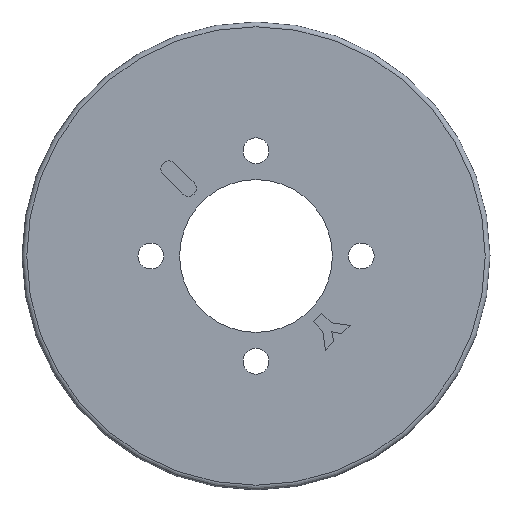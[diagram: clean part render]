
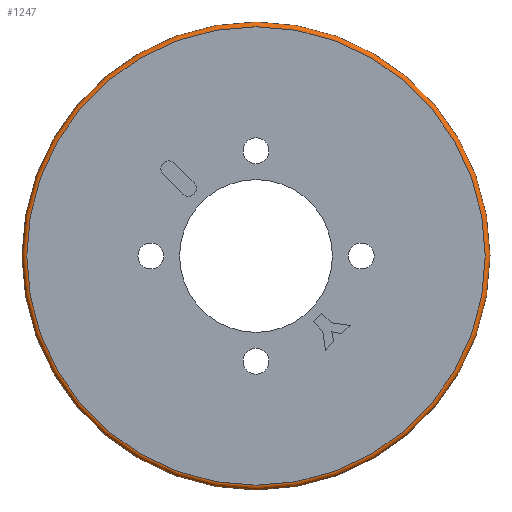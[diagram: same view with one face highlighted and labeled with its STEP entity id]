
A CAD part, left-side view. The second image highlights one B-rep face of the part: STEP entity #1247.
In plain terms, the highlighted face is a revolution surface.
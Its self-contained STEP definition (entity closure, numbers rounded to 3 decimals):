
#522 = PLANE('',#523);
#523 = AXIS2_PLACEMENT_3D('',#524,#525,#526);
#524 = CARTESIAN_POINT('',(-46.858,0.,0.));
#525 = DIRECTION('',(1.,0.,0.));
#526 = DIRECTION('',(0.,1.,0.));
#793 = EDGE_CURVE('',#794,#794,#796,.T.);
#794 = VERTEX_POINT('',#795);
#795 = CARTESIAN_POINT('',(-46.858,57.747,0.));
#796 = SURFACE_CURVE('',#797,(#802,#809),.PCURVE_S1.);
#797 = CIRCLE('',#798,57.747);
#798 = AXIS2_PLACEMENT_3D('',#799,#800,#801);
#799 = CARTESIAN_POINT('',(-46.858,0.,0.));
#800 = DIRECTION('',(1.,0.,0.));
#801 = DIRECTION('',(0.,1.,0.));
#802 = PCURVE('',#522,#803);
#803 = DEFINITIONAL_REPRESENTATION('',(#804),#808);
#804 = CIRCLE('',#805,57.747);
#805 = AXIS2_PLACEMENT_2D('',#806,#807);
#806 = CARTESIAN_POINT('',(0.,0.));
#807 = DIRECTION('',(1.,0.));
#808 = ( GEOMETRIC_REPRESENTATION_CONTEXT(2) 
PARAMETRIC_REPRESENTATION_CONTEXT() REPRESENTATION_CONTEXT('2D SPACE',''
  ) );
#809 = PCURVE('',#810,#819);
#810 = SURFACE_OF_REVOLUTION('',#811,#816);
#811 = CIRCLE('',#812,1.204);
#812 = AXIS2_PLACEMENT_3D('',#813,#814,#815);
#813 = CARTESIAN_POINT('',(-45.655,57.747,0.));
#814 = DIRECTION('',(0.,0.,1.));
#815 = DIRECTION('',(1.,0.,0.));
#816 = AXIS1_PLACEMENT('',#817,#818);
#817 = CARTESIAN_POINT('',(0.,0.,0.));
#818 = DIRECTION('',(1.,0.,0.));
#819 = DEFINITIONAL_REPRESENTATION('',(#820),#824);
#820 = LINE('',#821,#822);
#821 = CARTESIAN_POINT('',(0.,3.142));
#822 = VECTOR('',#823,1.);
#823 = DIRECTION('',(1.,0.));
#824 = ( GEOMETRIC_REPRESENTATION_CONTEXT(2) 
PARAMETRIC_REPRESENTATION_CONTEXT() REPRESENTATION_CONTEXT('2D SPACE',''
  ) );
#1247 = ADVANCED_FACE('',(#1248),#810,.F.);
#1248 = FACE_BOUND('',#1249,.F.);
#1249 = EDGE_LOOP('',(#1250,#1279,#1301,#1302));
#1250 = ORIENTED_EDGE('',*,*,#1251,.T.);
#1251 = EDGE_CURVE('',#1252,#1252,#1254,.T.);
#1252 = VERTEX_POINT('',#1253);
#1253 = CARTESIAN_POINT('',(-44.578,58.285,0.));
#1254 = SURFACE_CURVE('',#1255,(#1260,#1267),.PCURVE_S1.);
#1255 = CIRCLE('',#1256,58.285);
#1256 = AXIS2_PLACEMENT_3D('',#1257,#1258,#1259);
#1257 = CARTESIAN_POINT('',(-44.578,0.,0.));
#1258 = DIRECTION('',(1.,0.,0.));
#1259 = DIRECTION('',(0.,1.,0.));
#1260 = PCURVE('',#810,#1261);
#1261 = DEFINITIONAL_REPRESENTATION('',(#1262),#1266);
#1262 = LINE('',#1263,#1264);
#1263 = CARTESIAN_POINT('',(0.,0.463));
#1264 = VECTOR('',#1265,1.);
#1265 = DIRECTION('',(1.,0.));
#1266 = ( GEOMETRIC_REPRESENTATION_CONTEXT(2) 
PARAMETRIC_REPRESENTATION_CONTEXT() REPRESENTATION_CONTEXT('2D SPACE',''
  ) );
#1267 = PCURVE('',#1268,#1273);
#1268 = CONICAL_SURFACE('',#1269,58.285,1.108);
#1269 = AXIS2_PLACEMENT_3D('',#1270,#1271,#1272);
#1270 = CARTESIAN_POINT('',(-44.578,0.,0.));
#1271 = DIRECTION('',(-1.,0.,0.));
#1272 = DIRECTION('',(0.,1.,0.));
#1273 = DEFINITIONAL_REPRESENTATION('',(#1274),#1278);
#1274 = LINE('',#1275,#1276);
#1275 = CARTESIAN_POINT('',(0.,0.));
#1276 = VECTOR('',#1277,1.);
#1277 = DIRECTION('',(-1.,0.));
#1278 = ( GEOMETRIC_REPRESENTATION_CONTEXT(2) 
PARAMETRIC_REPRESENTATION_CONTEXT() REPRESENTATION_CONTEXT('2D SPACE',''
  ) );
#1279 = ORIENTED_EDGE('',*,*,#1280,.T.);
#1280 = EDGE_CURVE('',#1252,#794,#1281,.T.);
#1281 = SEAM_CURVE('',#1282,(#1287,#1294),.PCURVE_S1.);
#1282 = CIRCLE('',#1283,1.204);
#1283 = AXIS2_PLACEMENT_3D('',#1284,#1285,#1286);
#1284 = CARTESIAN_POINT('',(-45.655,57.747,0.));
#1285 = DIRECTION('',(0.,0.,1.));
#1286 = DIRECTION('',(1.,0.,0.));
#1287 = PCURVE('',#810,#1288);
#1288 = DEFINITIONAL_REPRESENTATION('',(#1289),#1293);
#1289 = LINE('',#1290,#1291);
#1290 = CARTESIAN_POINT('',(0.,0.));
#1291 = VECTOR('',#1292,1.);
#1292 = DIRECTION('',(0.,1.));
#1293 = ( GEOMETRIC_REPRESENTATION_CONTEXT(2) 
PARAMETRIC_REPRESENTATION_CONTEXT() REPRESENTATION_CONTEXT('2D SPACE',''
  ) );
#1294 = PCURVE('',#810,#1295);
#1295 = DEFINITIONAL_REPRESENTATION('',(#1296),#1300);
#1296 = LINE('',#1297,#1298);
#1297 = CARTESIAN_POINT('',(6.283,0.));
#1298 = VECTOR('',#1299,1.);
#1299 = DIRECTION('',(0.,1.));
#1300 = ( GEOMETRIC_REPRESENTATION_CONTEXT(2) 
PARAMETRIC_REPRESENTATION_CONTEXT() REPRESENTATION_CONTEXT('2D SPACE',''
  ) );
#1301 = ORIENTED_EDGE('',*,*,#793,.F.);
#1302 = ORIENTED_EDGE('',*,*,#1280,.F.);
